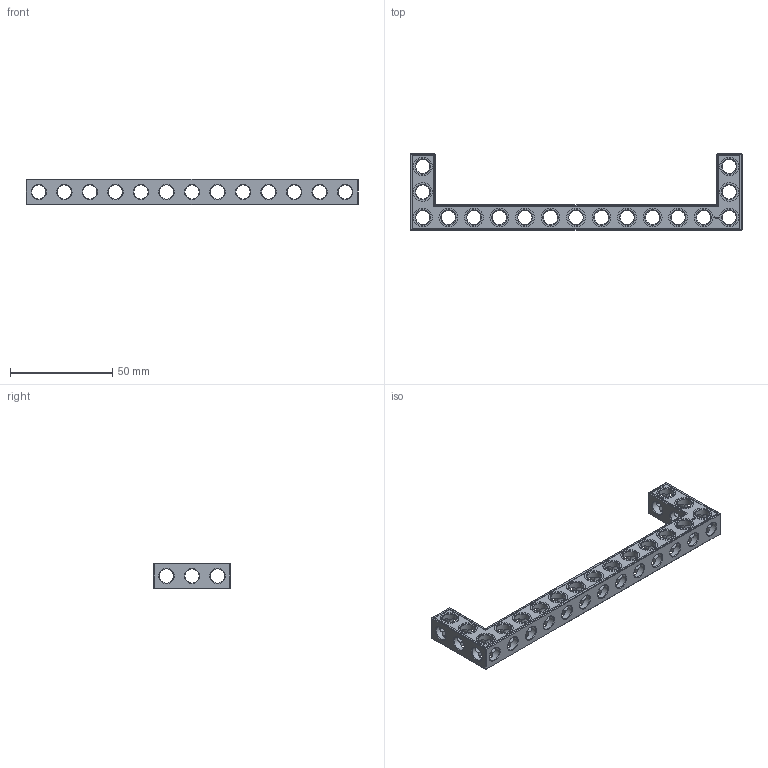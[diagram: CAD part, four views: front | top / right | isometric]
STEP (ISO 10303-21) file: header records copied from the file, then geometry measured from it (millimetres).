
FILE_DESCRIPTION(('FreeCAD Model'),'2;1');
FILE_NAME('Open CASCADE Shape Model','2022-02-26T16:17:32',('Author'),( ''),'Open CASCADE STEP processor 7.5','FreeCAD','Unknown');
FILE_SCHEMA(('AUTOMOTIVE_DESIGN { 1 0 10303 214 1 1 1 1 }'));
Products named in the file (1): Beam AGD ESS USH SYM BU13x03x01 - SPN-BEM-0500 (stemfie.org)
Bounding box: 162.5 x 37.5 x 12.5 mm (x, y, z)
Volume: 16601.5 mm3; surface area: 14949.3 mm2
Topology: 1 solids, 1 shells, 724 faces, 2126 edges, 1387 vertices
Faces by surface type: plane 381, extrusion 170, cylinder 103, cone 70
Full cylindrical faces by diameter (mm): 6.98 x8, 7 x78, 9.2 x17
Entity records: 76589 total; most frequent: CARTESIAN_POINT 36466, DIRECTION 6522, VECTOR 4459, LINE 4289, ORIENTED_EDGE 4252, PCURVE 4252, DEFINITIONAL_REPRESENTATION 4252, EDGE_CURVE 2126
